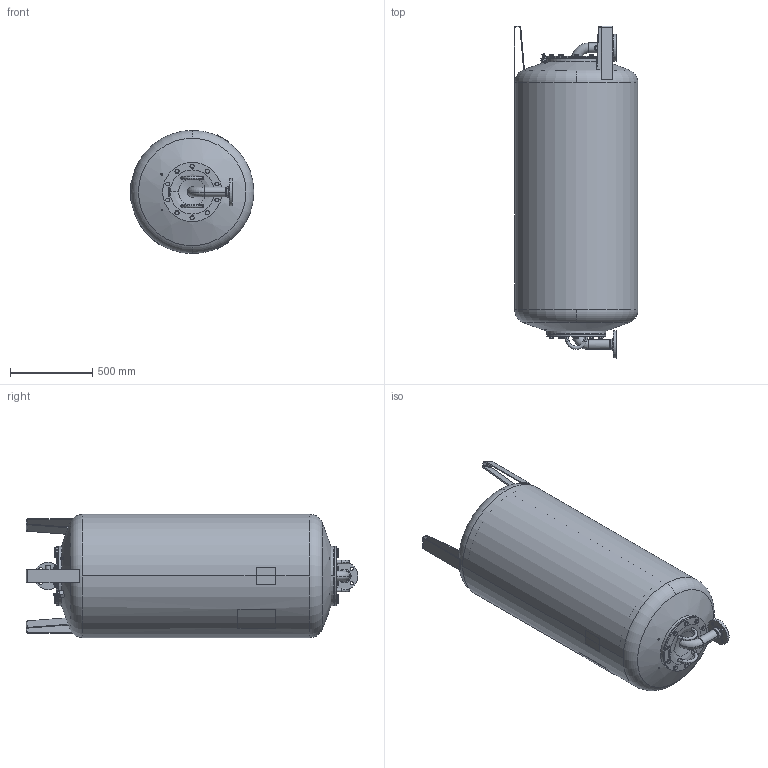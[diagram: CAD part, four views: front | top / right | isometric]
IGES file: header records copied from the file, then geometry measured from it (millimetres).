
Global section: file name: No Iges File Name specified; native system: Autodesk Inventor 2009; preprocessor: AutoDesk Inventor Iges Exporter R2009; author: CADJOBServer; date: 20091020.104926; units: millimetre
Bounding box: 752.8 x 2020.55 x 750 mm (x, y, z)
Volume: 439395679.9 mm3; surface area: 14237535.8 mm2
Topology: 44 solids, 44 shells, 1793 faces, 4512 edges, 2898 vertices
Faces by surface type: plane 642, bspline 367, revolution 230, cylinder 223, cone 218, torus 98, sphere 15
